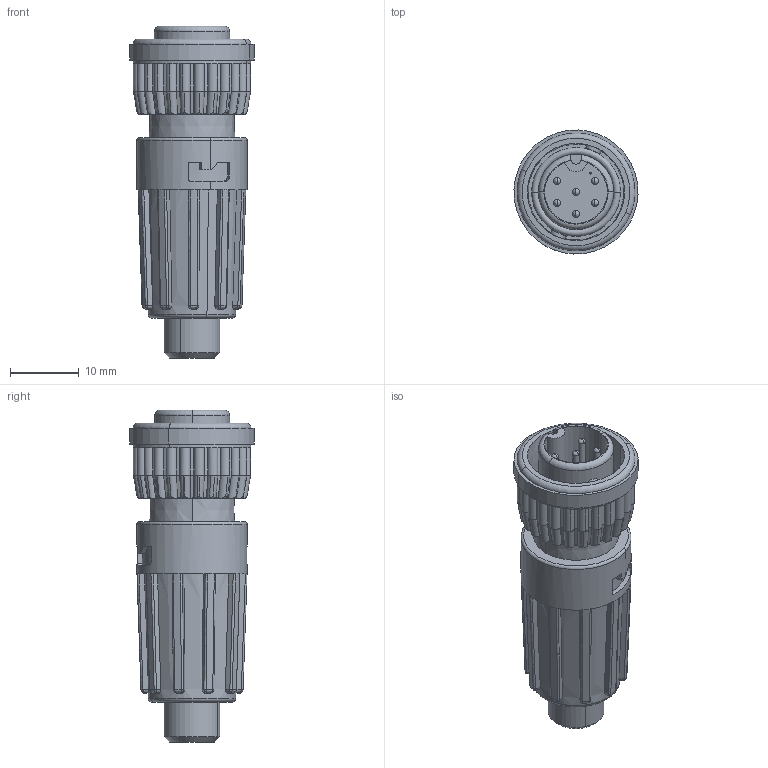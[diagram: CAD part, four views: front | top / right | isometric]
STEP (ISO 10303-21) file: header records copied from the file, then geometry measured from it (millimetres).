
FILE_DESCRIPTION (( 'STEP AP203' ), '1' );
FILE_NAME ('6280-6PG-520.STEP', '2013-11-06T16:01:05', ( 'J0FPBF1' ), ( '' ), 'SwSTEP 2.0', 'SolidWorks 2012', '' );
FILE_SCHEMA (( 'CONFIG_CONTROL_DESIGN' ));
Length unit declared in the file: inch
Products named in the file (1): 6280-6PG-520
Bounding box: 18.02 x 18.02 x 48.23 mm (x, y, z)
Volume: 6613.5 mm3; surface area: 4108.4 mm2
Topology: 1 solids, 1 shells, 496 faces, 1335 edges, 837 vertices
Faces by surface type: cylinder 232, plane 100, bspline 80, torus 36, cone 34, sphere 14
Entity records: 23258 total; most frequent: CARTESIAN_POINT 12274, ORIENTED_EDGE 2630, DIRECTION 1903, EDGE_CURVE 1315, VERTEX_POINT 837, AXIS2_PLACEMENT_3D 780, EDGE_LOOP 512, FACE_OUTER_BOUND 496
